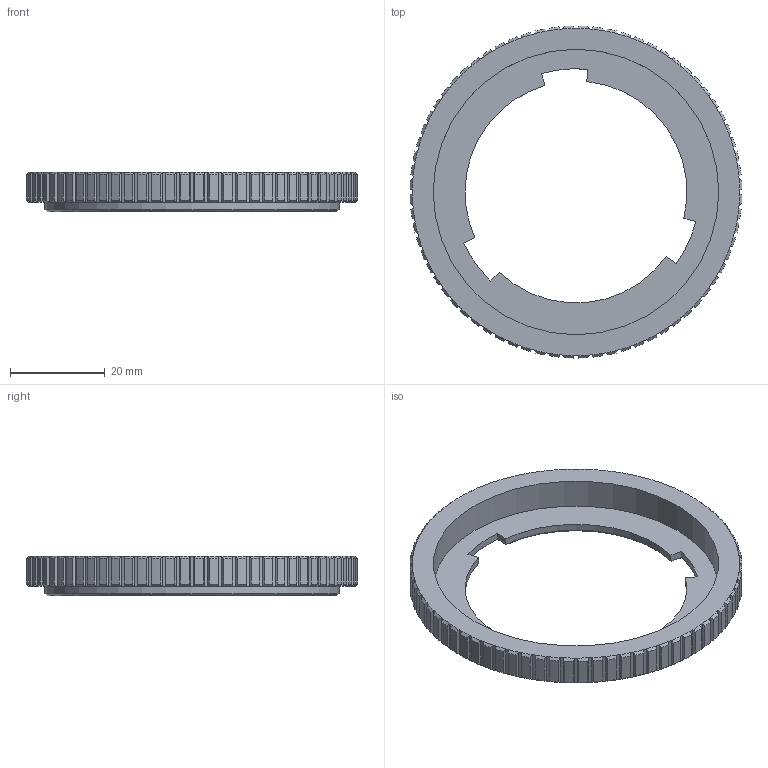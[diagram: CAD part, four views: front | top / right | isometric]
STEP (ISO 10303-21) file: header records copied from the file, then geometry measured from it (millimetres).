
FILE_DESCRIPTION(('HOOPS Exchange Step'),'2;1');
FILE_NAME('temp_export','2023-06-13T19:32:00-04:00',('gmoua'),('Shapr3D Limited'),'HOOPS Exchange 2022.2','Shapr3D','Authorized');
FILE_SCHEMA( ('AUTOMOTIVE_DESIGN { 1 0 10303 214 1 1 1 1 }') );
Length unit declared in the file: millimetre
Products named in the file (1): Aperture Ring
Bounding box: 69.99 x 69.99 x 8.4 mm (x, y, z)
Volume: 8574 mm3; surface area: 7429.7 mm2
Topology: 1 solids, 1 shells, 465 faces, 1085 edges, 624 vertices
Faces by surface type: plane 160, cylinder 153, cone 152
Full cylindrical faces by diameter (mm): 60.2 x1, 62 x1
Entity records: 13365 total; most frequent: CARTESIAN_POINT 3075, DIRECTION 2179, ORIENTED_EDGE 2170, EDGE_CURVE 1085, AXIS2_PLACEMENT_3D 928, VERTEX_POINT 624, EDGE_LOOP 469, FACE_BOUND 469
